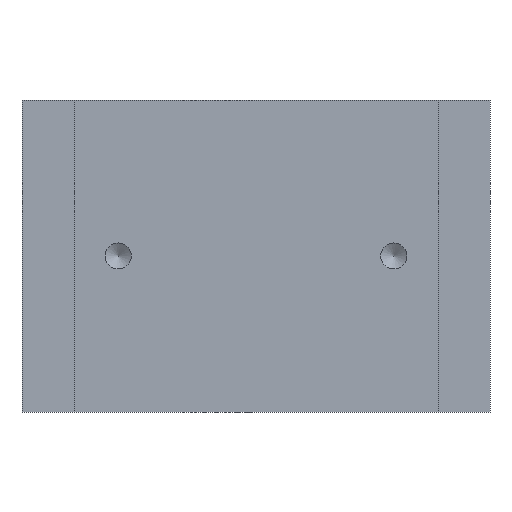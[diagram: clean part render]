
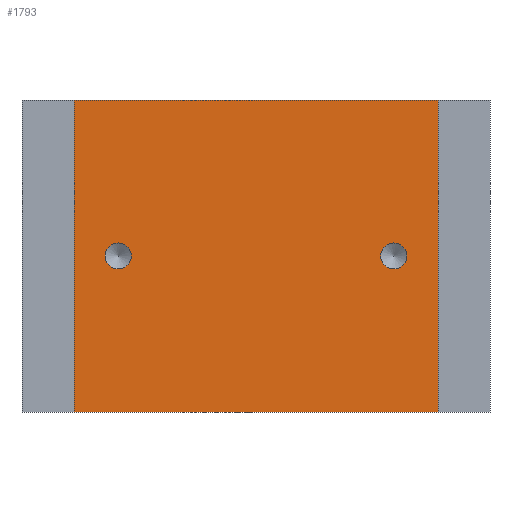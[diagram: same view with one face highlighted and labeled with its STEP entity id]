
A CAD part, front view. The second image highlights one B-rep face of the part: STEP entity #1793.
In plain terms, the highlighted planar face has unit normal (0, -1, 0).
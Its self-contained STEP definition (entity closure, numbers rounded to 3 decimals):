
#44=CIRCLE('',#1875,2.5);
#45=CIRCLE('',#1876,2.5);
#148=ORIENTED_EDGE('',*,*,#493,.T.);
#149=ORIENTED_EDGE('',*,*,#494,.T.);
#150=ORIENTED_EDGE('',*,*,#495,.F.);
#151=ORIENTED_EDGE('',*,*,#492,.F.);
#152=ORIENTED_EDGE('',*,*,#445,.T.);
#153=ORIENTED_EDGE('',*,*,#496,.T.);
#445=EDGE_CURVE('',#623,#622,#748,.T.);
#492=EDGE_CURVE('',#623,#664,#784,.T.);
#493=EDGE_CURVE('',#665,#665,#44,.T.);
#494=EDGE_CURVE('',#666,#666,#45,.T.);
#495=EDGE_CURVE('',#664,#667,#785,.T.);
#496=EDGE_CURVE('',#622,#667,#786,.T.);
#622=VERTEX_POINT('',#2277);
#623=VERTEX_POINT('',#2279);
#664=VERTEX_POINT('',#2497);
#665=VERTEX_POINT('',#2501);
#666=VERTEX_POINT('',#2503);
#667=VERTEX_POINT('',#2505);
#748=LINE('',#2278,#897);
#784=LINE('',#2498,#933);
#785=LINE('',#2504,#934);
#786=LINE('',#2506,#935);
#897=VECTOR('',#1963,1000.);
#933=VECTOR('',#2013,1000.);
#934=VECTOR('',#2020,1000.);
#935=VECTOR('',#2021,1000.);
#1039=EDGE_LOOP('',(#148));
#1040=EDGE_LOOP('',(#149));
#1041=EDGE_LOOP('',(#150,#151,#152,#153));
#1130=FACE_BOUND('',#1039,.T.);
#1131=FACE_BOUND('',#1040,.T.);
#1132=FACE_BOUND('',#1041,.T.);
#1217=PLANE('',#1874);
#1793=ADVANCED_FACE('',(#1130,#1131,#1132),#1217,.T.);
#1874=AXIS2_PLACEMENT_3D('',#2499,#2014,#2015);
#1875=AXIS2_PLACEMENT_3D('',#2500,#2016,#2017);
#1876=AXIS2_PLACEMENT_3D('',#2502,#2018,#2019);
#1963=DIRECTION('',(-1.,0.,0.));
#2013=DIRECTION('',(0.,0.,-1.));
#2014=DIRECTION('',(0.,-1.,0.));
#2015=DIRECTION('',(1.,0.,0.));
#2016=DIRECTION('',(0.,1.,0.));
#2017=DIRECTION('',(1.,0.,0.));
#2018=DIRECTION('',(0.,1.,0.));
#2019=DIRECTION('',(1.,0.,0.));
#2020=DIRECTION('',(-1.,0.,0.));
#2021=DIRECTION('',(0.,0.,-1.));
#2277=CARTESIAN_POINT('',(-35.,-1.5,30.));
#2278=CARTESIAN_POINT('',(35.,-1.5,30.));
#2279=CARTESIAN_POINT('',(35.,-1.5,30.));
#2497=CARTESIAN_POINT('',(35.,-1.5,-30.));
#2498=CARTESIAN_POINT('',(35.,-1.5,20.));
#2499=CARTESIAN_POINT('',(35.,-1.5,20.));
#2500=CARTESIAN_POINT('',(26.5,-1.5,0.));
#2501=CARTESIAN_POINT('',(29.,-1.5,0.));
#2502=CARTESIAN_POINT('',(-26.5,-1.5,0.));
#2503=CARTESIAN_POINT('',(-24.,-1.5,0.));
#2504=CARTESIAN_POINT('',(35.,-1.5,-30.));
#2505=CARTESIAN_POINT('',(-35.,-1.5,-30.));
#2506=CARTESIAN_POINT('',(-35.,-1.5,20.));
